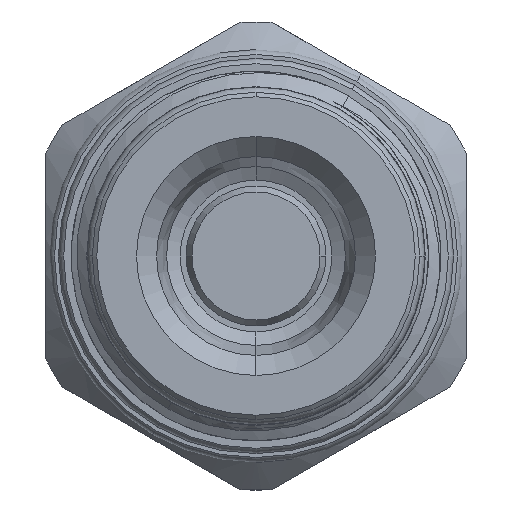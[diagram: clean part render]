
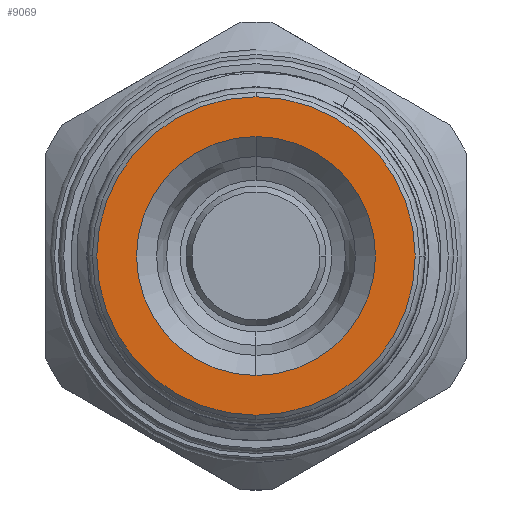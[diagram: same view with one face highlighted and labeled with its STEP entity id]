
A CAD part, left-side view. The second image highlights one B-rep face of the part: STEP entity #9069.
In plain terms, the highlighted planar face has unit normal (-1, 0, 0).
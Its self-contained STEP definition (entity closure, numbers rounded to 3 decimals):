
#237 = CIRCLE ( 'NONE', #1258, 8.115 ) ;
#364 = CIRCLE ( 'NONE', #1328, 10.815 ) ;
#511 = EDGE_CURVE ( 'NONE', #5743, #5813, #5949, .T. ) ;
#539 = EDGE_CURVE ( 'NONE', #1915, #1707, #1972, .T. ) ;
#1161 = EDGE_LOOP ( 'NONE', ( #4283, #5491 ) ) ;
#1166 = EDGE_LOOP ( 'NONE', ( #4440, #5486 ) ) ;
#1258 = AXIS2_PLACEMENT_3D ( 'NONE', #2706, #2707, #2708 ) ;
#1328 = AXIS2_PLACEMENT_3D ( 'NONE', #3108, #3107, #3113 ) ;
#1707 = VERTEX_POINT ( 'NONE', #5256 ) ;
#1915 = VERTEX_POINT ( 'NONE', #4822 ) ;
#1972 = CIRCLE ( 'NONE', #8816, 10.815 ) ;
#2706 = CARTESIAN_POINT ( 'NONE',  ( -85.7, 0., 0. ) ) ;
#2707 = DIRECTION ( 'NONE',  ( -1., 0., 0. ) ) ;
#2708 = DIRECTION ( 'NONE',  ( 0., 0., -1. ) ) ;
#3107 = DIRECTION ( 'NONE',  ( -1., 0., 0. ) ) ;
#3108 = CARTESIAN_POINT ( 'NONE',  ( -85.7, 0., 0. ) ) ;
#3113 = DIRECTION ( 'NONE',  ( 0., 0., -1. ) ) ;
#4001 = AXIS2_PLACEMENT_3D ( 'NONE', #7072, #7025, #7001 ) ;
#4283 = ORIENTED_EDGE ( 'NONE', *, *, #539, .T. ) ;
#4440 = ORIENTED_EDGE ( 'NONE', *, *, #511, .F. ) ;
#4822 = CARTESIAN_POINT ( 'NONE',  ( -85.7, 0., 10.815 ) ) ;
#4877 = CARTESIAN_POINT ( 'NONE',  ( -85.7, 0., -8.115 ) ) ;
#4951 = CARTESIAN_POINT ( 'NONE',  ( -85.7, 0., 8.115 ) ) ;
#5256 = CARTESIAN_POINT ( 'NONE',  ( -85.7, 0., -10.815 ) ) ;
#5486 = ORIENTED_EDGE ( 'NONE', *, *, #8432, .F. ) ;
#5491 = ORIENTED_EDGE ( 'NONE', *, *, #8692, .T. ) ;
#5743 = VERTEX_POINT ( 'NONE', #4877 ) ;
#5813 = VERTEX_POINT ( 'NONE', #4951 ) ;
#5949 = CIRCLE ( 'NONE', #8766, 8.115 ) ;
#6997 = PLANE ( 'NONE',  #4001 ) ;
#7001 = DIRECTION ( 'NONE',  ( 0., 0., -1. ) ) ;
#7025 = DIRECTION ( 'NONE',  ( -1., 0., 0. ) ) ;
#7072 = CARTESIAN_POINT ( 'NONE',  ( -85.7, 0., 0. ) ) ;
#7283 = CARTESIAN_POINT ( 'NONE',  ( -85.7, 0., 0. ) ) ;
#7729 = DIRECTION ( 'NONE',  ( -1., 0., 0. ) ) ;
#7930 = DIRECTION ( 'NONE',  ( 0., 0., -1. ) ) ;
#7934 = DIRECTION ( 'NONE',  ( 0., 0., -1. ) ) ;
#7938 = DIRECTION ( 'NONE',  ( -1., 0., 0. ) ) ;
#7940 = CARTESIAN_POINT ( 'NONE',  ( -85.7, 0., 0. ) ) ;
#8432 = EDGE_CURVE ( 'NONE', #5813, #5743, #237, .T. ) ;
#8536 = FACE_OUTER_BOUND ( 'NONE', #1161, .T. ) ;
#8545 = FACE_BOUND ( 'NONE', #1166, .T. ) ;
#8692 = EDGE_CURVE ( 'NONE', #1707, #1915, #364, .T. ) ;
#8766 = AXIS2_PLACEMENT_3D ( 'NONE', #7940, #7938, #7930 ) ;
#8816 = AXIS2_PLACEMENT_3D ( 'NONE', #7283, #7729, #7934 ) ;
#9069 = ADVANCED_FACE ( 'NONE', ( #8536, #8545 ), #6997, .T. ) ;
